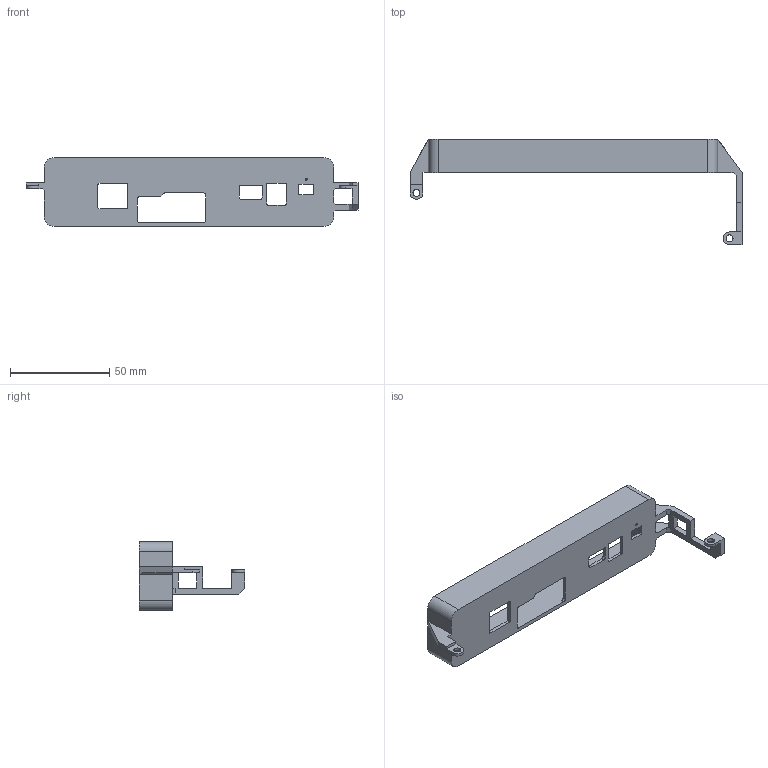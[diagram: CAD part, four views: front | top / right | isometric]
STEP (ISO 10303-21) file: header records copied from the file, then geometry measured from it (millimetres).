
FILE_DESCRIPTION(/* description */ (''),/* implementation_level */ '2;1');
FILE_NAME(/* name */ 'XM v1.2 - PLASTIC - BACK side support (DE10, simplified, v1.2D).step',/* time_stamp */ '2023-04-12T04:01:09+02:00',/* author */ (''),/* organization */ (''),/* preprocessor_version */ 'ST-DEVELOPER v19.2',/* originating_system */ 'Autodesk Translation Framework v12.4.0.73',/* authorisation */ '');
FILE_SCHEMA (('AUTOMOTIVE_DESIGN { 1 0 10303 214 3 1 1 }'));
Length unit declared in the file: millimetre
Products named in the file (4): XM v1.2D - COMBO; ENCLOSURE; SIDES; XM v1.2 - PLASTIC - BACK side support (DE10, simplified, v1.2D) v2
Assembly tree (3 placements, depth 4):
  XM v1.2D - COMBO
    ENCLOSURE
      SIDES
        XM v1.2 - PLASTIC - BACK side support (DE10, simplified, v1.2D) v2
Bounding box: 167.02 x 53.17 x 34.7 mm (x, y, z)
Volume: 18932.8 mm3; surface area: 21584.4 mm2
Topology: 1 solids, 1 shells, 111 faces, 325 edges, 214 vertices
Faces by surface type: plane 76, cylinder 35
Full cylindrical faces by diameter (mm): 1 x1, 3.5 x2
Entity records: 3833 total; most frequent: CARTESIAN_POINT 657, ORIENTED_EDGE 650, DIRECTION 631, EDGE_CURVE 325, LINE 255, VECTOR 255, VERTEX_POINT 214, AXIS2_PLACEMENT_3D 188
